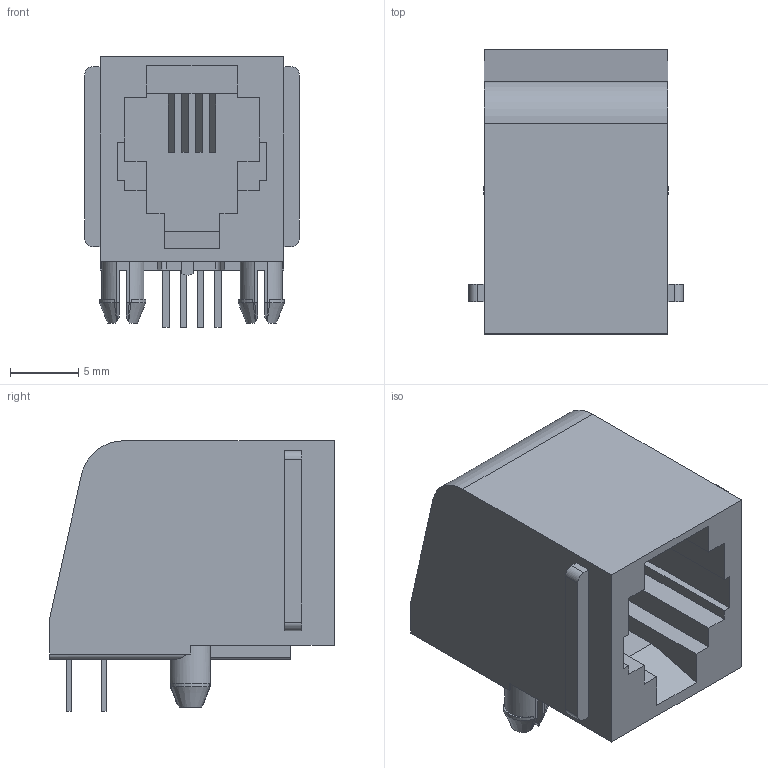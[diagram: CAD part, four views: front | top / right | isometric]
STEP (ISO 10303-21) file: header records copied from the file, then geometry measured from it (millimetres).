
FILE_DESCRIPTION(('FreeCAD Model'),'2;1');
FILE_NAME('5520250-2.step','2018-08-10T23:10:07',( 'kicad StepUp'),('ksu MCAD'),'Open CASCADE STEP processor 6.8', 'FreeCAD','Unknown');
FILE_SCHEMA(('AUTOMOTIVE_DESIGN_CC2 { 1 2 10303 214 -1 1 5 4 }'));
Length unit declared in the file: millimetre
Products named in the file (2): ASSEMBLY; 5520250-2
Assembly tree (1 placements, depth 2):
  ASSEMBLY
    5520250-2
Bounding box: 15.75 x 20.83 x 19.81 mm (x, y, z)
Volume: 2845.8 mm3; surface area: 2414.1 mm2
Topology: 1 solids, 1 shells, 160 faces, 435 edges, 284 vertices
Faces by surface type: plane 130, cylinder 18, cone 12
Entity records: 5127 total; most frequent: CARTESIAN_POINT 1054, ORIENTED_EDGE 870, DIRECTION 777, EDGE_CURVE 435, LINE 349, VECTOR 349, VERTEX_POINT 284, AXIS2_PLACEMENT_3D 214
